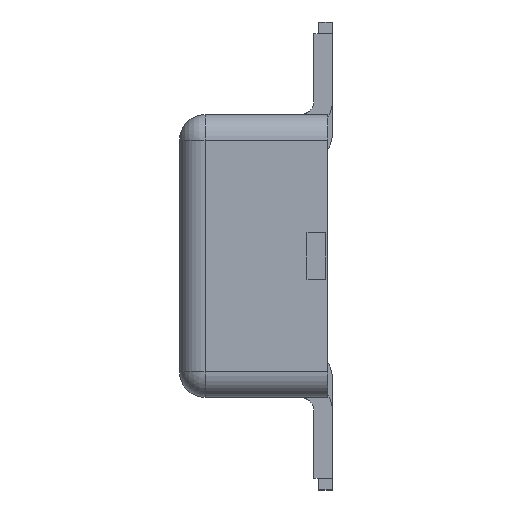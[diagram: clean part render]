
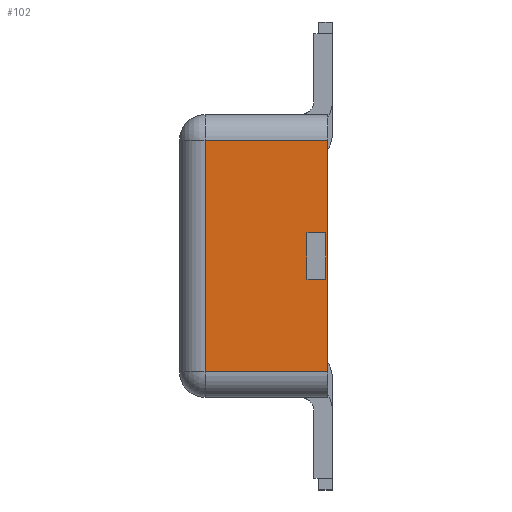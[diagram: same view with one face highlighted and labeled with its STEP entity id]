
A CAD part, left-side view. The second image highlights one B-rep face of the part: STEP entity #102.
In plain terms, the highlighted planar face has unit normal (-1, 0, 0).
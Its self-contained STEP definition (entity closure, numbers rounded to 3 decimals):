
#102=ADVANCED_FACE('',(#481,#482),#483,.T.);
#481=FACE_OUTER_BOUND('',#1183,.T.);
#482=FACE_BOUND('',#1184,.T.);
#483=PLANE('',#1185);
#1183=EDGE_LOOP('',(#2529,#2530,#2531,#2532));
#1184=EDGE_LOOP('',(#2533,#2534,#2535,#2536));
#1185=AXIS2_PLACEMENT_3D('',#2537,#2538,#2539);
#2529=ORIENTED_EDGE('',*,*,#5194,.F.);
#2530=ORIENTED_EDGE('',*,*,#5385,.F.);
#2531=ORIENTED_EDGE('',*,*,#5383,.F.);
#2532=ORIENTED_EDGE('',*,*,#5386,.F.);
#2533=ORIENTED_EDGE('',*,*,#5387,.T.);
#2534=ORIENTED_EDGE('',*,*,#5388,.T.);
#2535=ORIENTED_EDGE('',*,*,#5389,.T.);
#2536=ORIENTED_EDGE('',*,*,#5390,.F.);
#2537=CARTESIAN_POINT('',(-16.2,-3.149,-6.838));
#2538=DIRECTION('',(-1.0,0.0,0.0));
#2539=DIRECTION('',(0.0,0.0,1.0));
#5194=EDGE_CURVE('',#6367,#6369,#6370,.T.);
#5383=EDGE_CURVE('',#6702,#6700,#6704,.T.);
#5385=EDGE_CURVE('',#6700,#6367,#6706,.T.);
#5386=EDGE_CURVE('',#6369,#6702,#6707,.F.);
#5387=EDGE_CURVE('',#6708,#6709,#6710,.F.);
#5388=EDGE_CURVE('',#6709,#6711,#6712,.F.);
#5389=EDGE_CURVE('',#6711,#6713,#6714,.F.);
#5390=EDGE_CURVE('',#6708,#6713,#6715,.T.);
#6367=VERTEX_POINT('',#8276);
#6369=VERTEX_POINT('',#8278);
#6370=LINE('',#8279,#8280);
#6700=VERTEX_POINT('',#8806);
#6702=VERTEX_POINT('',#8808);
#6704=LINE('',#8810,#8811);
#6706=LINE('',#8813,#8814);
#6707=LINE('',#8815,#8816);
#6708=VERTEX_POINT('',#8817);
#6709=VERTEX_POINT('',#8818);
#6710=LINE('',#8819,#8820);
#6711=VERTEX_POINT('',#8821);
#6712=LINE('',#8822,#8823);
#6713=VERTEX_POINT('',#8824);
#6714=LINE('',#8825,#8826);
#6715=LINE('',#8827,#8828);
#8276=CARTESIAN_POINT('',(-16.2,-3.695,-5.81));
#8278=CARTESIAN_POINT('',(-16.2,-3.695,-6.81));
#8279=CARTESIAN_POINT('',(-16.2,-3.695,-6.896));
#8280=VECTOR('',#10552,1.0);
#8806=CARTESIAN_POINT('',(-16.2,-3.165,-5.81));
#8808=CARTESIAN_POINT('',(-16.2,-3.165,-6.81));
#8810=CARTESIAN_POINT('',(-16.2,-3.165,-5.757));
#8811=VECTOR('',#10767,1.0);
#8813=CARTESIAN_POINT('',(-16.2,-3.736,-5.81));
#8814=VECTOR('',#10771,1.0);
#8815=CARTESIAN_POINT('',(-16.2,-3.736,-6.81));
#8816=VECTOR('',#10772,1.0);
#8817=CARTESIAN_POINT('',(-16.2,-3.685,-6.21));
#8818=CARTESIAN_POINT('',(-16.2,-3.685,-6.41));
#8819=CARTESIAN_POINT('',(-16.2,-3.685,-6.628));
#8820=VECTOR('',#10773,1.0);
#8821=CARTESIAN_POINT('',(-16.2,-3.605,-6.41));
#8822=CARTESIAN_POINT('',(-16.2,-3.374,-6.41));
#8823=VECTOR('',#10774,1.0);
#8824=CARTESIAN_POINT('',(-16.2,-3.605,-6.21));
#8825=CARTESIAN_POINT('',(-16.2,-3.605,-6.52));
#8826=VECTOR('',#10775,1.0);
#8827=CARTESIAN_POINT('',(-16.2,-3.374,-6.21));
#8828=VECTOR('',#10776,1.0);
#10552=DIRECTION('',(-0.0,-0.0,-1.0));
#10767=DIRECTION('',(0.0,-0.0,1.0));
#10771=DIRECTION('',(0.0,-1.0,0.0));
#10772=DIRECTION('',(0.0,-1.0,0.0));
#10773=DIRECTION('',(0.0,0.0,1.0));
#10774=DIRECTION('',(-0.0,-1.0,-0.0));
#10775=DIRECTION('',(0.0,0.0,-1.0));
#10776=DIRECTION('',(0.0,1.0,-0.0));
